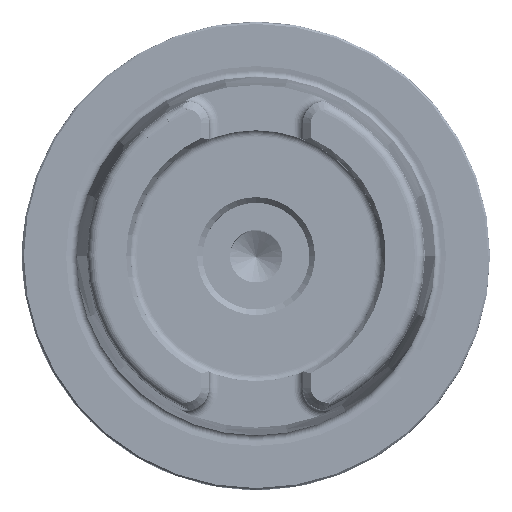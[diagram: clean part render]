
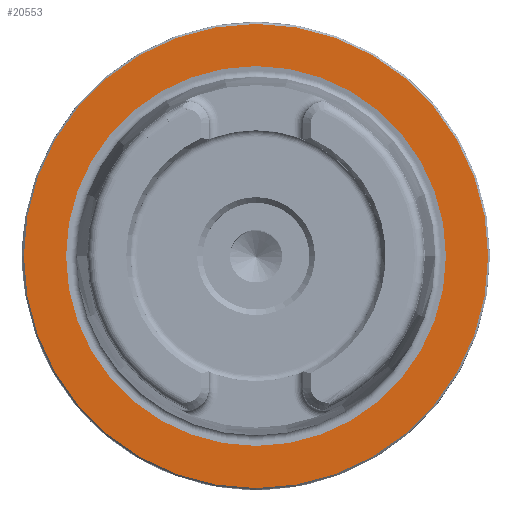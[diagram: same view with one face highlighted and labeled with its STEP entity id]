
A CAD part, top view. The second image highlights one B-rep face of the part: STEP entity #20553.
In plain terms, the highlighted planar face has unit normal (0, 0, 1).
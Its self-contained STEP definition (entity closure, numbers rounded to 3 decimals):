
#1178=FACE_BOUND('',#29737,.T.);
#1179=FACE_BOUND('',#29738,.T.);
#4314=PLANE('',#87132);
#20553=ADVANCED_FACE('',(#1178,#1179),#4314,.T.);
#29737=EDGE_LOOP('',(#46185,#46186,#46187));
#29738=EDGE_LOOP('',(#46188,#46189));
#46185=ORIENTED_EDGE('',*,*,#71696,.F.);
#46186=ORIENTED_EDGE('',*,*,#71695,.F.);
#46187=ORIENTED_EDGE('',*,*,#71694,.F.);
#46188=ORIENTED_EDGE('',*,*,#71697,.F.);
#46189=ORIENTED_EDGE('',*,*,#71698,.F.);
#61215=VERTEX_POINT('',#167651);
#61216=VERTEX_POINT('',#167653);
#61217=VERTEX_POINT('',#167655);
#61218=VERTEX_POINT('',#167660);
#61219=VERTEX_POINT('',#167661);
#71694=EDGE_CURVE('',#61216,#61217,#78696,.T.);
#71695=EDGE_CURVE('',#61217,#61215,#78697,.T.);
#71696=EDGE_CURVE('',#61215,#61216,#78698,.T.);
#71697=EDGE_CURVE('',#61218,#61219,#78699,.T.);
#71698=EDGE_CURVE('',#61219,#61218,#78700,.T.);
#78696=CIRCLE('',#87126,62.);
#78697=CIRCLE('',#87127,62.);
#78698=CIRCLE('',#87129,62.);
#78699=CIRCLE('',#87130,50.734);
#78700=CIRCLE('',#87131,50.734);
#87126=AXIS2_PLACEMENT_3D('',#167654,#104002,#104003);
#87127=AXIS2_PLACEMENT_3D('',#167656,#104004,#104005);
#87129=AXIS2_PLACEMENT_3D('',#167658,#104008,#104009);
#87130=AXIS2_PLACEMENT_3D('',#167659,#104010,#104011);
#87131=AXIS2_PLACEMENT_3D('',#167662,#104012,#104013);
#87132=AXIS2_PLACEMENT_3D('',#167663,#104014,#104015);
#104002=DIRECTION('',(0.,0.,-1.));
#104003=DIRECTION('',(1.,0.,0.));
#104004=DIRECTION('',(0.,0.,-1.));
#104005=DIRECTION('',(0.,-1.,0.));
#104008=DIRECTION('',(0.,0.,-1.));
#104009=DIRECTION('',(-1.,0.,0.));
#104010=DIRECTION('',(0.,0.,1.));
#104011=DIRECTION('',(1.,0.,0.));
#104012=DIRECTION('',(0.,0.,1.));
#104013=DIRECTION('',(-1.,0.,0.));
#104014=DIRECTION('',(0.,0.,1.));
#104015=DIRECTION('',(1.,0.,0.));
#167651=CARTESIAN_POINT('',(-62.,0.,0.));
#167653=CARTESIAN_POINT('',(62.,0.,0.));
#167654=CARTESIAN_POINT('',(0.,0.,0.));
#167655=CARTESIAN_POINT('',(0.,-62.,0.));
#167656=CARTESIAN_POINT('',(0.,0.,0.));
#167658=CARTESIAN_POINT('',(0.,0.,0.));
#167659=CARTESIAN_POINT('',(0.,0.,0.));
#167660=CARTESIAN_POINT('',(50.734,0.,0.));
#167661=CARTESIAN_POINT('',(-50.734,0.,0.));
#167662=CARTESIAN_POINT('',(0.,0.,0.));
#167663=CARTESIAN_POINT('',(0.,0.,0.));
